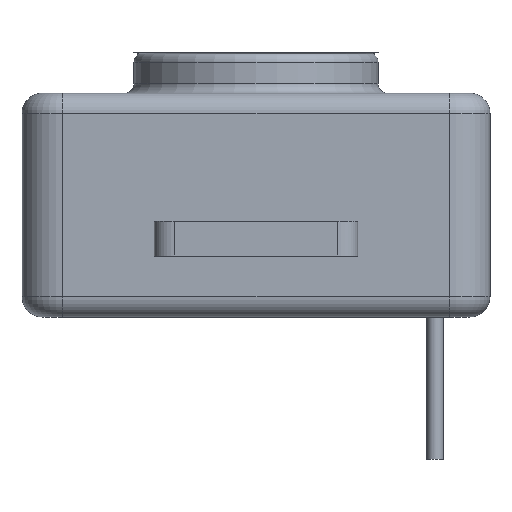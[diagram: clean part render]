
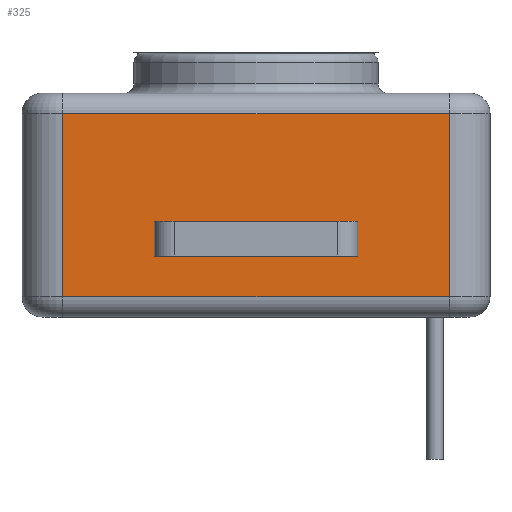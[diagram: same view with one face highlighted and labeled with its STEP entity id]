
A CAD part, left-side view. The second image highlights one B-rep face of the part: STEP entity #325.
In plain terms, the highlighted planar face has unit normal (-1, 0, 0).
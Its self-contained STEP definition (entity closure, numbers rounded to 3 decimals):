
#24 = VERTEX_POINT('',#25);
#25 = CARTESIAN_POINT('',(-5.75,2.5,1.5));
#32 = PLANE('',#33);
#33 = AXIS2_PLACEMENT_3D('',#34,#35,#36);
#34 = CARTESIAN_POINT('',(0.,0.,1.5));
#35 = DIRECTION('',(0.,0.,1.));
#36 = DIRECTION('',(1.,0.,0.));
#44 = PLANE('',#45);
#45 = AXIS2_PLACEMENT_3D('',#46,#47,#48);
#46 = CARTESIAN_POINT('',(-6.25,2.5,1.5));
#47 = DIRECTION('',(0.,1.,0.));
#48 = DIRECTION('',(1.,0.,0.));
#147 = VERTEX_POINT('',#148);
#148 = CARTESIAN_POINT('',(-5.75,-2.5,1.5));
#162 = PLANE('',#163);
#163 = AXIS2_PLACEMENT_3D('',#164,#165,#166);
#164 = CARTESIAN_POINT('',(-5.75,-2.5,1.5));
#165 = DIRECTION('',(0.,-1.,0.));
#166 = DIRECTION('',(-1.,0.,0.));
#174 = EDGE_CURVE('',#24,#147,#175,.T.);
#175 = SURFACE_CURVE('',#176,(#180,#187),.PCURVE_S1.);
#176 = LINE('',#177,#178);
#177 = CARTESIAN_POINT('',(-5.75,2.5,1.5));
#178 = VECTOR('',#179,1.);
#179 = DIRECTION('',(0.,-1.,0.));
#180 = PCURVE('',#32,#181);
#181 = DEFINITIONAL_REPRESENTATION('',(#182),#186);
#182 = LINE('',#183,#184);
#183 = CARTESIAN_POINT('',(-5.75,2.5));
#184 = VECTOR('',#185,1.);
#185 = DIRECTION('',(0.,-1.));
#186 = ( GEOMETRIC_REPRESENTATION_CONTEXT(2) 
PARAMETRIC_REPRESENTATION_CONTEXT() REPRESENTATION_CONTEXT('2D SPACE',''
  ) );
#187 = PCURVE('',#188,#193);
#188 = PLANE('',#189);
#189 = AXIS2_PLACEMENT_3D('',#190,#191,#192);
#190 = CARTESIAN_POINT('',(-5.75,-5.75,0.));
#191 = DIRECTION('',(-1.,0.,0.));
#192 = DIRECTION('',(0.,1.,0.));
#193 = DEFINITIONAL_REPRESENTATION('',(#194),#198);
#194 = LINE('',#195,#196);
#195 = CARTESIAN_POINT('',(8.25,-1.5));
#196 = VECTOR('',#197,1.);
#197 = DIRECTION('',(-1.,0.));
#198 = ( GEOMETRIC_REPRESENTATION_CONTEXT(2) 
PARAMETRIC_REPRESENTATION_CONTEXT() REPRESENTATION_CONTEXT('2D SPACE',''
  ) );
#228 = VERTEX_POINT('',#229);
#229 = CARTESIAN_POINT('',(-5.75,2.5,2.35));
#243 = PLANE('',#244);
#244 = AXIS2_PLACEMENT_3D('',#245,#246,#247);
#245 = CARTESIAN_POINT('',(0.,0.,2.35));
#246 = DIRECTION('',(0.,0.,1.));
#247 = DIRECTION('',(1.,0.,0.));
#255 = EDGE_CURVE('',#24,#228,#256,.T.);
#256 = SURFACE_CURVE('',#257,(#261,#268),.PCURVE_S1.);
#257 = LINE('',#258,#259);
#258 = CARTESIAN_POINT('',(-5.75,2.5,1.5));
#259 = VECTOR('',#260,1.);
#260 = DIRECTION('',(0.,0.,1.));
#261 = PCURVE('',#44,#262);
#262 = DEFINITIONAL_REPRESENTATION('',(#263),#267);
#263 = LINE('',#264,#265);
#264 = CARTESIAN_POINT('',(0.5,0.));
#265 = VECTOR('',#266,1.);
#266 = DIRECTION('',(0.,-1.));
#267 = ( GEOMETRIC_REPRESENTATION_CONTEXT(2) 
PARAMETRIC_REPRESENTATION_CONTEXT() REPRESENTATION_CONTEXT('2D SPACE',''
  ) );
#268 = PCURVE('',#188,#269);
#269 = DEFINITIONAL_REPRESENTATION('',(#270),#274);
#270 = LINE('',#271,#272);
#271 = CARTESIAN_POINT('',(8.25,-1.5));
#272 = VECTOR('',#273,1.);
#273 = DIRECTION('',(0.,-1.));
#274 = ( GEOMETRIC_REPRESENTATION_CONTEXT(2) 
PARAMETRIC_REPRESENTATION_CONTEXT() REPRESENTATION_CONTEXT('2D SPACE',''
  ) );
#325 = ADVANCED_FACE('',(#326,#440),#188,.T.);
#326 = FACE_BOUND('',#327,.T.);
#327 = EDGE_LOOP('',(#328,#358,#386,#414));
#328 = ORIENTED_EDGE('',*,*,#329,.T.);
#329 = EDGE_CURVE('',#330,#332,#334,.T.);
#330 = VERTEX_POINT('',#331);
#331 = CARTESIAN_POINT('',(-5.75,-4.75,0.5));
#332 = VERTEX_POINT('',#333);
#333 = CARTESIAN_POINT('',(-5.75,-4.75,5.));
#334 = SURFACE_CURVE('',#335,(#339,#346),.PCURVE_S1.);
#335 = LINE('',#336,#337);
#336 = CARTESIAN_POINT('',(-5.75,-4.75,0.));
#337 = VECTOR('',#338,1.);
#338 = DIRECTION('',(0.,0.,1.));
#339 = PCURVE('',#188,#340);
#340 = DEFINITIONAL_REPRESENTATION('',(#341),#345);
#341 = LINE('',#342,#343);
#342 = CARTESIAN_POINT('',(1.,0.));
#343 = VECTOR('',#344,1.);
#344 = DIRECTION('',(0.,-1.));
#345 = ( GEOMETRIC_REPRESENTATION_CONTEXT(2) 
PARAMETRIC_REPRESENTATION_CONTEXT() REPRESENTATION_CONTEXT('2D SPACE',''
  ) );
#346 = PCURVE('',#347,#352);
#347 = CYLINDRICAL_SURFACE('',#348,1.);
#348 = AXIS2_PLACEMENT_3D('',#349,#350,#351);
#349 = CARTESIAN_POINT('',(-4.75,-4.75,0.));
#350 = DIRECTION('',(0.,0.,1.));
#351 = DIRECTION('',(-1.,0.,0.));
#352 = DEFINITIONAL_REPRESENTATION('',(#353),#357);
#353 = LINE('',#354,#355);
#354 = CARTESIAN_POINT('',(0.,0.));
#355 = VECTOR('',#356,1.);
#356 = DIRECTION('',(0.,1.));
#357 = ( GEOMETRIC_REPRESENTATION_CONTEXT(2) 
PARAMETRIC_REPRESENTATION_CONTEXT() REPRESENTATION_CONTEXT('2D SPACE',''
  ) );
#358 = ORIENTED_EDGE('',*,*,#359,.T.);
#359 = EDGE_CURVE('',#332,#360,#362,.T.);
#360 = VERTEX_POINT('',#361);
#361 = CARTESIAN_POINT('',(-5.75,4.75,5.));
#362 = SURFACE_CURVE('',#363,(#367,#374),.PCURVE_S1.);
#363 = LINE('',#364,#365);
#364 = CARTESIAN_POINT('',(-5.75,-4.75,5.));
#365 = VECTOR('',#366,1.);
#366 = DIRECTION('',(0.,1.,0.));
#367 = PCURVE('',#188,#368);
#368 = DEFINITIONAL_REPRESENTATION('',(#369),#373);
#369 = LINE('',#370,#371);
#370 = CARTESIAN_POINT('',(1.,-5.));
#371 = VECTOR('',#372,1.);
#372 = DIRECTION('',(1.,0.));
#373 = ( GEOMETRIC_REPRESENTATION_CONTEXT(2) 
PARAMETRIC_REPRESENTATION_CONTEXT() REPRESENTATION_CONTEXT('2D SPACE',''
  ) );
#374 = PCURVE('',#375,#380);
#375 = CYLINDRICAL_SURFACE('',#376,0.5);
#376 = AXIS2_PLACEMENT_3D('',#377,#378,#379);
#377 = CARTESIAN_POINT('',(-5.25,-4.75,5.));
#378 = DIRECTION('',(0.,1.,0.));
#379 = DIRECTION('',(0.,0.,1.));
#380 = DEFINITIONAL_REPRESENTATION('',(#381),#385);
#381 = LINE('',#382,#383);
#382 = CARTESIAN_POINT('',(-1.571,0.));
#383 = VECTOR('',#384,1.);
#384 = DIRECTION('',(-0.,1.));
#385 = ( GEOMETRIC_REPRESENTATION_CONTEXT(2) 
PARAMETRIC_REPRESENTATION_CONTEXT() REPRESENTATION_CONTEXT('2D SPACE',''
  ) );
#386 = ORIENTED_EDGE('',*,*,#387,.F.);
#387 = EDGE_CURVE('',#388,#360,#390,.T.);
#388 = VERTEX_POINT('',#389);
#389 = CARTESIAN_POINT('',(-5.75,4.75,0.5));
#390 = SURFACE_CURVE('',#391,(#395,#402),.PCURVE_S1.);
#391 = LINE('',#392,#393);
#392 = CARTESIAN_POINT('',(-5.75,4.75,0.));
#393 = VECTOR('',#394,1.);
#394 = DIRECTION('',(0.,0.,1.));
#395 = PCURVE('',#188,#396);
#396 = DEFINITIONAL_REPRESENTATION('',(#397),#401);
#397 = LINE('',#398,#399);
#398 = CARTESIAN_POINT('',(10.5,0.));
#399 = VECTOR('',#400,1.);
#400 = DIRECTION('',(0.,-1.));
#401 = ( GEOMETRIC_REPRESENTATION_CONTEXT(2) 
PARAMETRIC_REPRESENTATION_CONTEXT() REPRESENTATION_CONTEXT('2D SPACE',''
  ) );
#402 = PCURVE('',#403,#408);
#403 = CYLINDRICAL_SURFACE('',#404,1.);
#404 = AXIS2_PLACEMENT_3D('',#405,#406,#407);
#405 = CARTESIAN_POINT('',(-4.75,4.75,0.));
#406 = DIRECTION('',(0.,0.,1.));
#407 = DIRECTION('',(0.,1.,0.));
#408 = DEFINITIONAL_REPRESENTATION('',(#409),#413);
#409 = LINE('',#410,#411);
#410 = CARTESIAN_POINT('',(1.571,0.));
#411 = VECTOR('',#412,1.);
#412 = DIRECTION('',(0.,1.));
#413 = ( GEOMETRIC_REPRESENTATION_CONTEXT(2) 
PARAMETRIC_REPRESENTATION_CONTEXT() REPRESENTATION_CONTEXT('2D SPACE',''
  ) );
#414 = ORIENTED_EDGE('',*,*,#415,.F.);
#415 = EDGE_CURVE('',#330,#388,#416,.T.);
#416 = SURFACE_CURVE('',#417,(#421,#428),.PCURVE_S1.);
#417 = LINE('',#418,#419);
#418 = CARTESIAN_POINT('',(-5.75,-4.75,0.5));
#419 = VECTOR('',#420,1.);
#420 = DIRECTION('',(0.,1.,0.));
#421 = PCURVE('',#188,#422);
#422 = DEFINITIONAL_REPRESENTATION('',(#423),#427);
#423 = LINE('',#424,#425);
#424 = CARTESIAN_POINT('',(1.,-0.5));
#425 = VECTOR('',#426,1.);
#426 = DIRECTION('',(1.,0.));
#427 = ( GEOMETRIC_REPRESENTATION_CONTEXT(2) 
PARAMETRIC_REPRESENTATION_CONTEXT() REPRESENTATION_CONTEXT('2D SPACE',''
  ) );
#428 = PCURVE('',#429,#434);
#429 = CYLINDRICAL_SURFACE('',#430,0.5);
#430 = AXIS2_PLACEMENT_3D('',#431,#432,#433);
#431 = CARTESIAN_POINT('',(-5.25,-4.75,0.5));
#432 = DIRECTION('',(0.,1.,0.));
#433 = DIRECTION('',(-1.,0.,0.));
#434 = DEFINITIONAL_REPRESENTATION('',(#435),#439);
#435 = LINE('',#436,#437);
#436 = CARTESIAN_POINT('',(-0.,0.));
#437 = VECTOR('',#438,1.);
#438 = DIRECTION('',(-0.,1.));
#439 = ( GEOMETRIC_REPRESENTATION_CONTEXT(2) 
PARAMETRIC_REPRESENTATION_CONTEXT() REPRESENTATION_CONTEXT('2D SPACE',''
  ) );
#440 = FACE_BOUND('',#441,.T.);
#441 = EDGE_LOOP('',(#442,#443,#444,#467));
#442 = ORIENTED_EDGE('',*,*,#174,.F.);
#443 = ORIENTED_EDGE('',*,*,#255,.T.);
#444 = ORIENTED_EDGE('',*,*,#445,.T.);
#445 = EDGE_CURVE('',#228,#446,#448,.T.);
#446 = VERTEX_POINT('',#447);
#447 = CARTESIAN_POINT('',(-5.75,-2.5,2.35));
#448 = SURFACE_CURVE('',#449,(#453,#460),.PCURVE_S1.);
#449 = LINE('',#450,#451);
#450 = CARTESIAN_POINT('',(-5.75,2.5,2.35));
#451 = VECTOR('',#452,1.);
#452 = DIRECTION('',(0.,-1.,0.));
#453 = PCURVE('',#188,#454);
#454 = DEFINITIONAL_REPRESENTATION('',(#455),#459);
#455 = LINE('',#456,#457);
#456 = CARTESIAN_POINT('',(8.25,-2.35));
#457 = VECTOR('',#458,1.);
#458 = DIRECTION('',(-1.,0.));
#459 = ( GEOMETRIC_REPRESENTATION_CONTEXT(2) 
PARAMETRIC_REPRESENTATION_CONTEXT() REPRESENTATION_CONTEXT('2D SPACE',''
  ) );
#460 = PCURVE('',#243,#461);
#461 = DEFINITIONAL_REPRESENTATION('',(#462),#466);
#462 = LINE('',#463,#464);
#463 = CARTESIAN_POINT('',(-5.75,2.5));
#464 = VECTOR('',#465,1.);
#465 = DIRECTION('',(0.,-1.));
#466 = ( GEOMETRIC_REPRESENTATION_CONTEXT(2) 
PARAMETRIC_REPRESENTATION_CONTEXT() REPRESENTATION_CONTEXT('2D SPACE',''
  ) );
#467 = ORIENTED_EDGE('',*,*,#468,.F.);
#468 = EDGE_CURVE('',#147,#446,#469,.T.);
#469 = SURFACE_CURVE('',#470,(#474,#481),.PCURVE_S1.);
#470 = LINE('',#471,#472);
#471 = CARTESIAN_POINT('',(-5.75,-2.5,1.5));
#472 = VECTOR('',#473,1.);
#473 = DIRECTION('',(0.,0.,1.));
#474 = PCURVE('',#188,#475);
#475 = DEFINITIONAL_REPRESENTATION('',(#476),#480);
#476 = LINE('',#477,#478);
#477 = CARTESIAN_POINT('',(3.25,-1.5));
#478 = VECTOR('',#479,1.);
#479 = DIRECTION('',(0.,-1.));
#480 = ( GEOMETRIC_REPRESENTATION_CONTEXT(2) 
PARAMETRIC_REPRESENTATION_CONTEXT() REPRESENTATION_CONTEXT('2D SPACE',''
  ) );
#481 = PCURVE('',#162,#482);
#482 = DEFINITIONAL_REPRESENTATION('',(#483),#487);
#483 = LINE('',#484,#485);
#484 = CARTESIAN_POINT('',(0.,-0.));
#485 = VECTOR('',#486,1.);
#486 = DIRECTION('',(0.,-1.));
#487 = ( GEOMETRIC_REPRESENTATION_CONTEXT(2) 
PARAMETRIC_REPRESENTATION_CONTEXT() REPRESENTATION_CONTEXT('2D SPACE',''
  ) );
